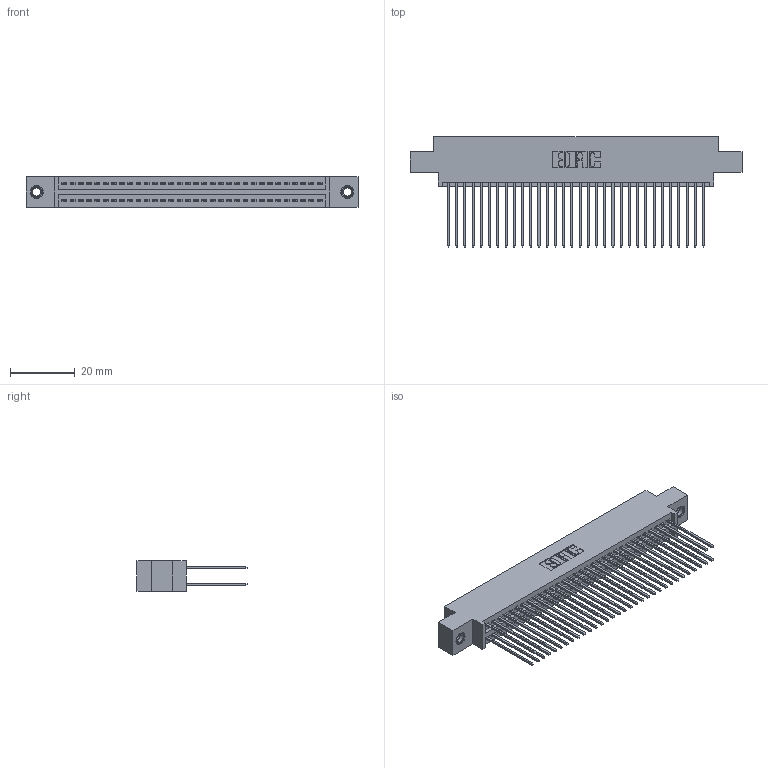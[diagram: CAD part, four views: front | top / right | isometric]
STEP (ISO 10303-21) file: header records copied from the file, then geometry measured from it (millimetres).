
FILE_DESCRIPTION (( 'STEP AP203' ), '1' );
FILE_NAME ('395-064-541-807.STEP', '2019-10-23T18:47:05', ( '' ), ( '' ), 'SwSTEP 2.0', 'SolidWorks 2016', '' );
FILE_SCHEMA (( 'CONFIG_CONTROL_DESIGN' ));
Length unit declared in the file: inch
Products named in the file (4): 345-292-001_345-293-141; 345-250-001_345-250-005-103; 395-064-541-807; 345 Part_0.170 Offset - 0.156 Dia-TI
Assembly tree (67 placements, depth 2):
  395-064-541-807
    345 Part_0.170 Offset - 0.156 Dia-TI
    345-292-001_345-293-141  x64
    345-250-001_345-250-005-103  x2
Bounding box: 102.49 x 33.96 x 9.4 mm (x, y, z)
Volume: 10103.3 mm3; surface area: 16638.1 mm2
Topology: 67 solids, 67 shells, 3390 faces, 10025 edges, 6590 vertices
Faces by surface type: plane 2228, cylinder 1146, cone 12, torus 4
Entity records: 27790 total; most frequent: CARTESIAN_POINT 4651, ORIENTED_EDGE 4578, DIRECTION 4139, EDGE_CURVE 2289, LINE 2009, VECTOR 2009, VERTEX_POINT 1520, AXIS2_PLACEMENT_3D 1065
